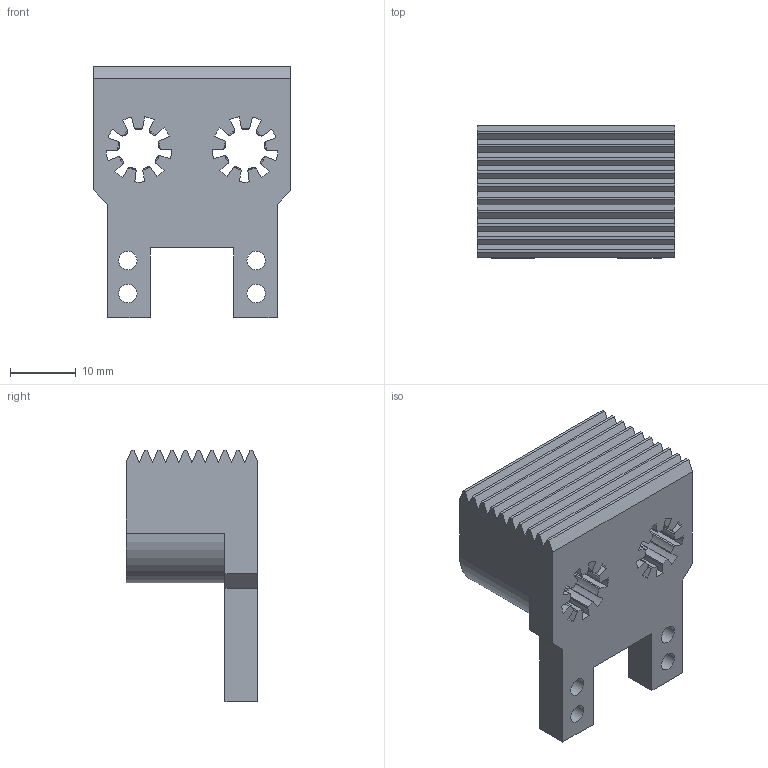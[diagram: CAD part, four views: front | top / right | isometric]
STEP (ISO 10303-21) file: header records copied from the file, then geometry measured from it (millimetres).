
FILE_DESCRIPTION(/* description */ (''),/* implementation_level */ '2;1');
FILE_NAME(/* name */ '30_Cube_Z_Focus_Drylin_manual_slide.ipt.step',/* time_stamp */ '2022-11-29T08:18:53+01:00',/* author */ ('diederichbenedict'),/* organization */ (''),/* preprocessor_version */ 'ST-DEVELOPER v18.1',/* originating_system */ 'Autodesk Inventor 2022',/* authorisation */ '');
FILE_SCHEMA (('AUTOMOTIVE_DESIGN { 1 0 10303 214 3 1 1 }'));
Length unit declared in the file: millimetre
Products named in the file (1): 30_Cube_Z_Focus_MGN12_NEMA_slide_part2
Bounding box: 30 x 20 x 38.2 mm (x, y, z)
Volume: 10378.9 mm3; surface area: 6963.6 mm2
Topology: 1 solids, 1 shells, 194 faces, 576 edges, 384 vertices
Faces by surface type: plane 98, cylinder 96
Full cylindrical faces by diameter (mm): 2.8 x4
Entity records: 6653 total; most frequent: DIRECTION 1194, CARTESIAN_POINT 1155, ORIENTED_EDGE 1152, EDGE_CURVE 576, AXIS2_PLACEMENT_3D 423, VERTEX_POINT 384, LINE 348, VECTOR 348
